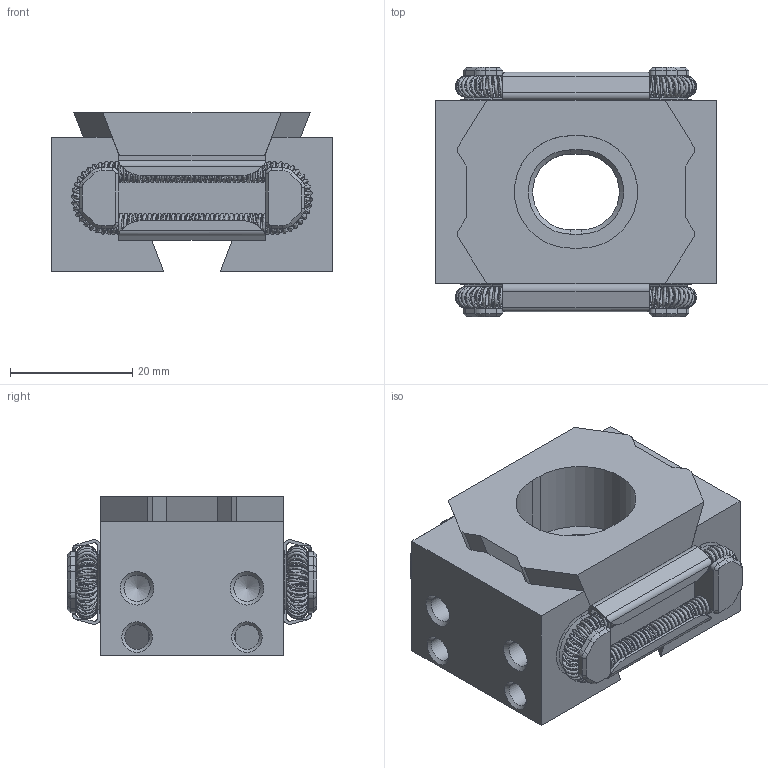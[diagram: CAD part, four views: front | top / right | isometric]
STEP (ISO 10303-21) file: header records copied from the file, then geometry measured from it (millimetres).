
FILE_DESCRIPTION(/* description */ (''),/* implementation_level */ '2;1');
FILE_NAME(/* name */ '05-0300.step',/* time_stamp */ '2024-02-22T16:03:59-08:00',/* author */ (''),/* organization */ (''),/* preprocessor_version */ 'ST-DEVELOPER v20',/* originating_system */ 'Autodesk Translation Framework v12.14.0.127',/* authorisation */ '');
FILE_SCHEMA (('AUTOMOTIVE_DESIGN { 1 0 10303 214 3 1 1 }'));
Products named in the file (1): 05-0300
Bounding box: 46 x 40.9 x 26 mm (x, y, z)
Volume: 25790.5 mm3; surface area: 17492.6 mm2
Topology: 11 solids, 11 shells, 320 faces, 817 edges, 516 vertices
Faces by surface type: plane 165, cylinder 88, cone 50, bspline 9, torus 8
Full cylindrical faces by diameter (mm): 3.5 x4, 4 x4, 4.3 x4
Entity records: 81086 total; most frequent: CARTESIAN_POINT 72950, DIRECTION 1662, ORIENTED_EDGE 1618, EDGE_CURVE 809, AXIS2_PLACEMENT_3D 578, VERTEX_POINT 516, LINE 506, VECTOR 506
